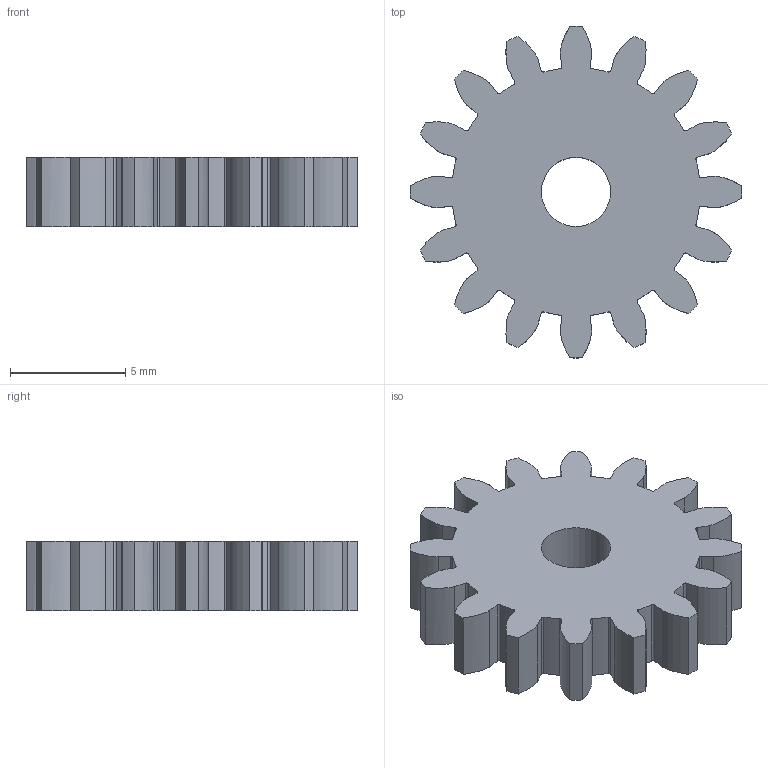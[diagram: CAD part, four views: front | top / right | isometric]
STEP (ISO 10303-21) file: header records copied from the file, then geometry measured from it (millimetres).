
FILE_DESCRIPTION(/* description */ (''),/* implementation_level */ '2;1');
FILE_NAME(/* name */ 'Spur Gear (16 teeth).stp',/* time_stamp */ '2017-06-07T01:01:43+09:00',/* author */ (''),/* organization */ (''),/* preprocessor_version */ 'ST-DEVELOPER v16.13',/* originating_system */ 'Autodesk Translation Framework v6.1.1.50',/* authorisation */ '');
FILE_SCHEMA (('AUTOMOTIVE_DESIGN { 1 0 10303 214 3 1 1 }'));
Length unit declared in the file: millimetre
Products named in the file (1): Spur Gear (16 teeth)
Bounding box: 14.4 x 14.4 x 3 mm (x, y, z)
Volume: 352 mm3; surface area: 512.7 mm2
Topology: 1 solids, 1 shells, 131 faces, 387 edges, 258 vertices
Faces by surface type: cylinder 65, plane 34, bspline 32
Full cylindrical faces by diameter (mm): 3 x1
Entity records: 13616 total; most frequent: CARTESIAN_POINT 10280, ORIENTED_EDGE 772, DIRECTION 652, EDGE_CURVE 386, VERTEX_POINT 258, AXIS2_PLACEMENT_3D 230, LINE 192, VECTOR 192
